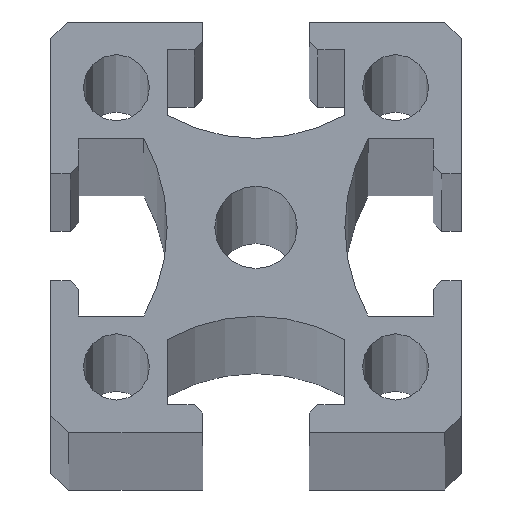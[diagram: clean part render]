
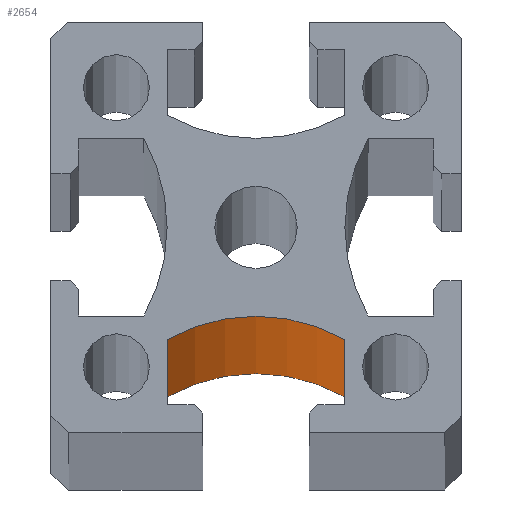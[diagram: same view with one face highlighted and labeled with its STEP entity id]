
A CAD part, top view. The second image highlights one B-rep face of the part: STEP entity #2654.
In plain terms, the highlighted cylindrical face has radius 10.998 mm (diameter 21.996 mm), a partial arc.
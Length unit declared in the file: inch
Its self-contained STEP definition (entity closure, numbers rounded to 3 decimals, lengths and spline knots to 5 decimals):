
#158 = DIRECTION ( 'NONE',  ( 0., 0., 1. ) ) ;
#159 = VECTOR ( 'NONE', #158, 39.37008 ) ;
#160 = CARTESIAN_POINT ( 'NONE',  ( 0.2125, -0.26873, -39.37 ) ) ;
#180 = LINE ( 'NONE', #160, #159 ) ;
#708 = DIRECTION ( 'NONE',  ( 1., 0., 0. ) ) ;
#709 = DIRECTION ( 'NONE',  ( 0., 0., 1. ) ) ;
#710 = CARTESIAN_POINT ( 'NONE',  ( 0., -0.646, 39.37 ) ) ;
#711 = AXIS2_PLACEMENT_3D ( 'NONE', #710, #709, #708 ) ;
#712 = CIRCLE ( 'NONE', #711, 0.433 ) ;
#794 = CARTESIAN_POINT ( 'NONE',  ( 0.2125, -0.26873, 39.37 ) ) ;
#881 = CARTESIAN_POINT ( 'NONE',  ( -0.2125, -0.26873, 39.37 ) ) ;
#1021 = CARTESIAN_POINT ( 'NONE',  ( -0.2125, -0.26873, -39.37 ) ) ;
#1026 = DIRECTION ( 'NONE',  ( 1., 0., 0. ) ) ;
#1027 = DIRECTION ( 'NONE',  ( 0., 0., 1. ) ) ;
#1028 = CARTESIAN_POINT ( 'NONE',  ( 0., -0.646, -39.37 ) ) ;
#1029 = AXIS2_PLACEMENT_3D ( 'NONE', #1028, #1027, #1026 ) ;
#1030 = CIRCLE ( 'NONE', #1029, 0.433 ) ;
#1128 = CARTESIAN_POINT ( 'NONE',  ( 0.2125, -0.26873, -39.37 ) ) ;
#1841 = DIRECTION ( 'NONE',  ( 0., 0., 1. ) ) ;
#1842 = VECTOR ( 'NONE', #1841, 39.37008 ) ;
#1843 = CARTESIAN_POINT ( 'NONE',  ( -0.2125, -0.26873, -39.37 ) ) ;
#1844 = LINE ( 'NONE', #1843, #1842 ) ;
#1846 = DIRECTION ( 'NONE',  ( 1., 0., 0. ) ) ;
#1847 = DIRECTION ( 'NONE',  ( 0., 0., 1. ) ) ;
#1848 = CARTESIAN_POINT ( 'NONE',  ( 0., -0.646, -39.37 ) ) ;
#1849 = AXIS2_PLACEMENT_3D ( 'NONE', #1848, #1847, #1846 ) ;
#1850 = CYLINDRICAL_SURFACE ( 'NONE', #1849, 0.433 ) ;
#1867 = FACE_OUTER_BOUND ( 'NONE', #2655, .T. ) ;
#2289 = EDGE_CURVE ( 'NONE', #2310, #2329, #712, .T. ) ;
#2310 = VERTEX_POINT ( 'NONE', #794 ) ;
#2329 = VERTEX_POINT ( 'NONE', #881 ) ;
#2413 = VERTEX_POINT ( 'NONE', #1021 ) ;
#2448 = EDGE_CURVE ( 'NONE', #2498, #2413, #1030, .T. ) ;
#2498 = VERTEX_POINT ( 'NONE', #1128 ) ;
#2654 = ADVANCED_FACE ( 'NONE', ( #1867 ), #1850, .F. ) ;
#2655 = EDGE_LOOP ( 'NONE', ( #2662, #2656, #2660, #2712 ) ) ;
#2656 = ORIENTED_EDGE ( 'NONE', *, *, #2661, .F. ) ;
#2660 = ORIENTED_EDGE ( 'NONE', *, *, #2448, .F. ) ;
#2661 = EDGE_CURVE ( 'NONE', #2413, #2329, #1844, .T. ) ;
#2662 = ORIENTED_EDGE ( 'NONE', *, *, #2289, .T. ) ;
#2712 = ORIENTED_EDGE ( 'NONE', *, *, #2753, .T. ) ;
#2753 = EDGE_CURVE ( 'NONE', #2498, #2310, #180, .T. ) ;
